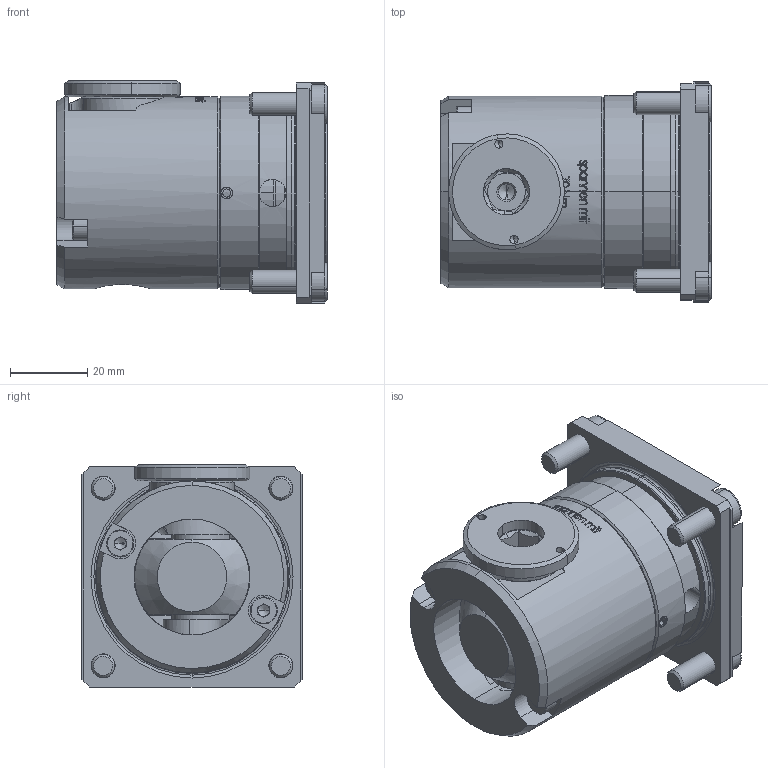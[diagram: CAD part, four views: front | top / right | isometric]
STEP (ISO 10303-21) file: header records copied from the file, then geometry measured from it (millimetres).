
FILE_DESCRIPTION (( 'STEP AP214' ), '1' );
FILE_NAME ('U50-PS5.BER.008.STEP', '2018-04-24T08:56:12', ( 'SWIAdmin' ), ( 'Hewlett-Packard Company' ), 'SwSTEP 2.0', 'SolidWorks 2017', '' );
FILE_SCHEMA (( 'AUTOMOTIVE_DESIGN' ));
Length unit declared in the file: millimetre
Products named in the file (19): 765.18513.001.0.05; 777.18513.002.1.01.01.01; U50-PS5.BER.003_A; DIN 7984 - M6 x 16; ISO 4762 - M4 x 40_PreviewCfg; U50-PS5.BER.042_A; U50-PS5.029.008_B; U50-PS5.BER.008; ISO 8752 3x10; ISO 4026 - M5 x 5; DIN 3771 - 17x2; U50-PS5.BER.005_A; 986.19200.000.1; 786.19200.106.0; 18513_Zugfeder_0.32x1.80x21; 763.18513.001.1; O-Ring_1.50-AD15.00; O-Ring_1.50-AD20.00; O-Ring_1.50-AD31.50
Assembly tree (28 placements, depth 3):
  U50-PS5.BER.008
    U50-PS5.029.008_B
    U50-PS5.BER.042_A
    ISO 4762 - M4 x 40_PreviewCfg  x2
    DIN 7984 - M6 x 16  x4
    U50-PS5.BER.003_A
    986.19200.000.1
      777.18513.002.1.01.01.01  x2
      765.18513.001.0.05  x6
      O-Ring_1.50-AD31.50
      O-Ring_1.50-AD20.00
      O-Ring_1.50-AD15.00
      763.18513.001.1
      18513_Zugfeder_0.32x1.80x21
      786.19200.106.0
    U50-PS5.BER.005_A
    DIN 3771 - 17x2
    ISO 4026 - M5 x 5
    ISO 8752 3x10
Bounding box: 70 x 57 x 57.5 mm (x, y, z)
Volume: 111223.2 mm3; surface area: 52975.8 mm2
Topology: 27 solids, 27 shells, 1031 faces, 2752 edges, 1771 vertices
Faces by surface type: plane 290, cylinder 266, bspline 216, cone 206, torus 49, sphere 4
Entity records: 32233 total; most frequent: CARTESIAN_POINT 11426, ORIENTED_EDGE 3430, DIRECTION 3309, EDGE_CURVE 1715, AXIS2_PLACEMENT_3D 1338, VERTEX_POINT 1142, CIRCLE 748, EDGE_LOOP 731
